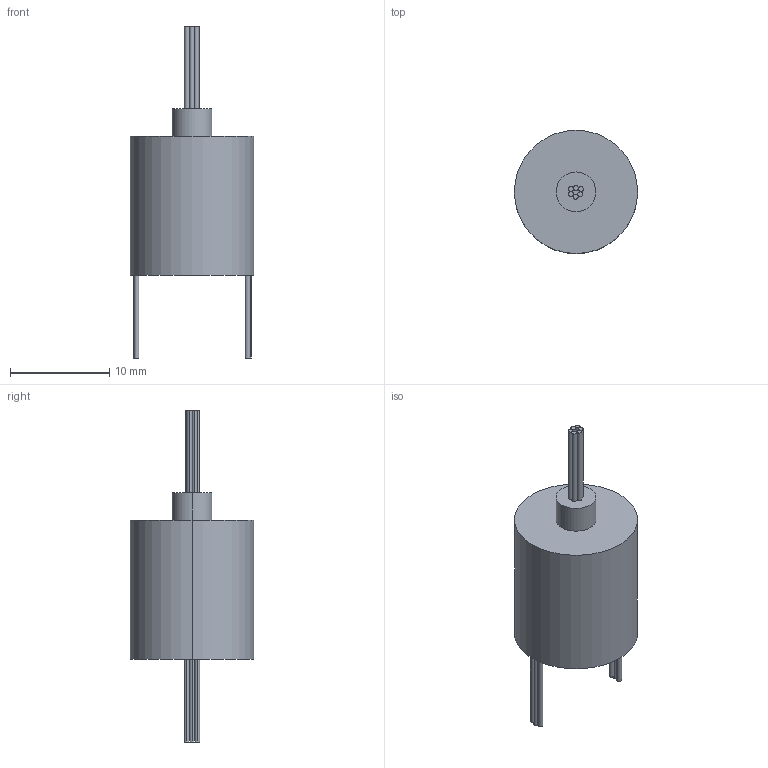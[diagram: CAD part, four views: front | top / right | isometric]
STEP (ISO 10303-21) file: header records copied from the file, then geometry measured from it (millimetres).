
FILE_DESCRIPTION (( 'STEP AP214' ), '1' );
FILE_NAME ('312M3-0600 Rev A.STEP', '2019-06-03T19:30:00', ( '' ), ( '' ), 'SwSTEP 2.0', 'SolidWorks 2017', '' );
FILE_SCHEMA (( 'AUTOMOTIVE_DESIGN' ));
Length unit declared in the file: millimetre
Products named in the file (1): 312M3-0600 Rev A
Bounding box: 12.4 x 12.4 x 33.4 mm (x, y, z)
Volume: 1745.4 mm3; surface area: 978.5 mm2
Topology: 1 solids, 1 shells, 43 faces, 84 edges, 56 vertices
Faces by surface type: cylinder 28, plane 15
Entity records: 1630 total; most frequent: DIRECTION 228, CARTESIAN_POINT 184, ORIENTED_EDGE 168, AXIS2_PLACEMENT_3D 100, EDGE_CURVE 84, VERTEX_POINT 56, EDGE_LOOP 56, CIRCLE 56
